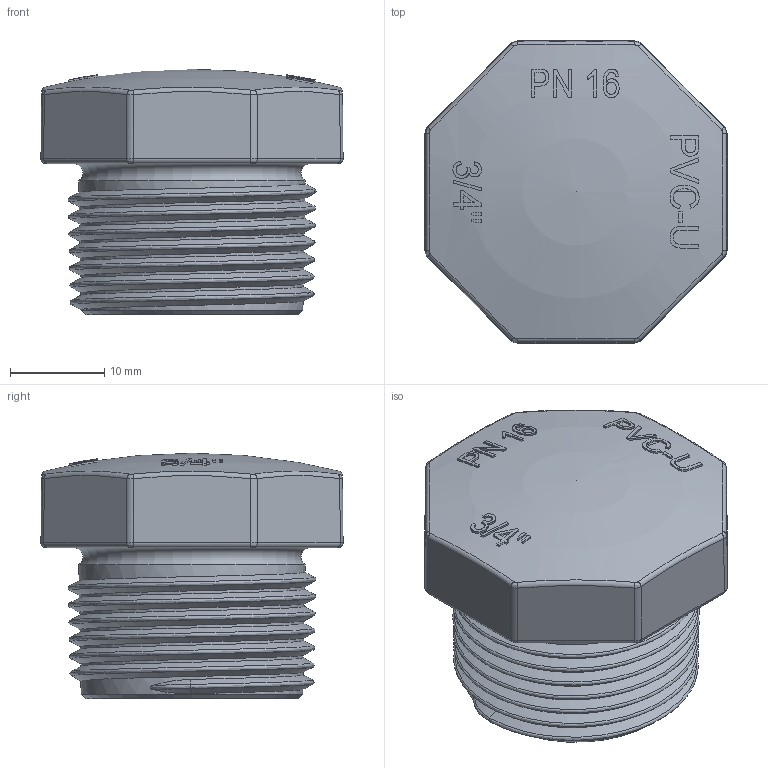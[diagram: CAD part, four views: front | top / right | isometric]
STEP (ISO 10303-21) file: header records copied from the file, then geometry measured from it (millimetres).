
FILE_DESCRIPTION(/* description */ (''),/* implementation_level */ '2;1');
FILE_NAME(/* name */ 'pvc male cap 3÷4.stp',/* time_stamp */ '2023-05-13T08:55:28+08:00',/* author */ (''),/* organization */ (''),/* preprocessor_version */ 'ST-DEVELOPER v16',/* originating_system */ 'SIEMENS PLM Software NX 10.0',/* authorisation */ '');
FILE_SCHEMA (('AUTOMOTIVE_DESIGN { 1 0 10303 214 3 1 1 1 }'));
Length unit declared in the file: millimetre
Products named in the file (1): gelv1214D7C3klt6
Bounding box: 32 x 32 x 26 mm (x, y, z)
Volume: 9484.1 mm3; surface area: 5612.8 mm2
Topology: 1 solids, 1 shells, 240 faces, 632 edges, 406 vertices
Faces by surface type: plane 88, extrusion 70, bspline 25, sphere 21, cylinder 16, cone 10, torus 10
Entity records: 16159 total; most frequent: CARTESIAN_POINT 10764, ORIENTED_EDGE 1170, DIRECTION 984, EDGE_CURVE 585, VERTEX_POINT 381, AXIS2_PLACEMENT_3D 367, EDGE_LOOP 260, VECTOR 250
